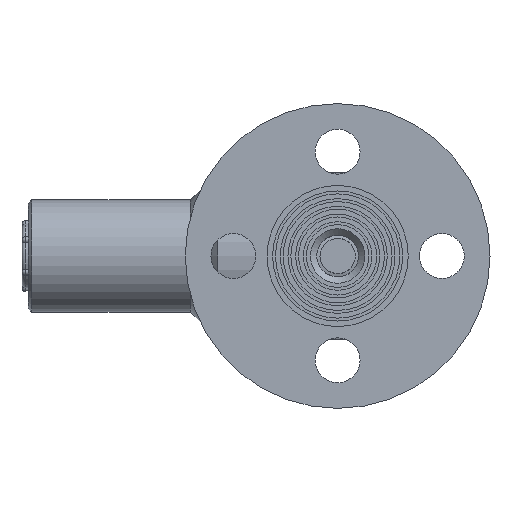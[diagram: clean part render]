
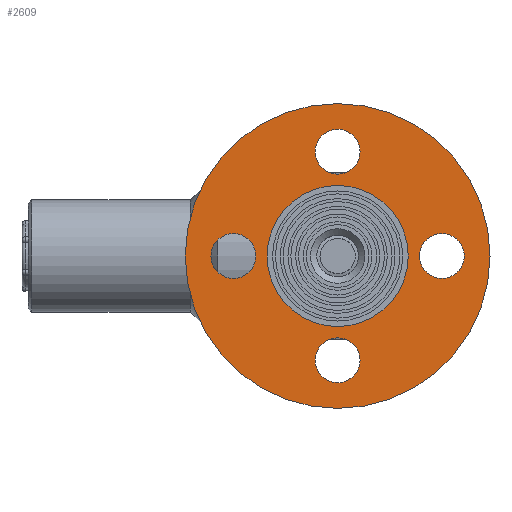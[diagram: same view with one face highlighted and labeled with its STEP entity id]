
A CAD part, left-side view. The second image highlights one B-rep face of the part: STEP entity #2609.
In plain terms, the highlighted face is planar.
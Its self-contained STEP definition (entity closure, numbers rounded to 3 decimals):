
#13 = EDGE_LOOP ( 'NONE', ( #2878 ) ) ;
#55 = EDGE_CURVE ( 'NONE', #1228, #1228, #854, .T. ) ;
#97 = CIRCLE ( 'NONE', #425, 7. ) ;
#118 = CIRCLE ( 'NONE', #765, 7. ) ;
#152 = VERTEX_POINT ( 'NONE', #2428 ) ;
#289 = CARTESIAN_POINT ( 'NONE',  ( 32.5, 0., 0. ) ) ;
#367 = CARTESIAN_POINT ( 'NONE',  ( 0., 0., 0. ) ) ;
#400 = DIRECTION ( 'NONE',  ( 1., 0., 0. ) ) ;
#425 = AXIS2_PLACEMENT_3D ( 'NONE', #563, #2413, #582 ) ;
#454 = FACE_BOUND ( 'NONE', #2934, .T. ) ;
#517 = DIRECTION ( 'NONE',  ( 0., 0., 1. ) ) ;
#563 = CARTESIAN_POINT ( 'NONE',  ( -32.5, 0., 0. ) ) ;
#582 = DIRECTION ( 'NONE',  ( 1., 0., 0. ) ) ;
#651 = DIRECTION ( 'NONE',  ( 1., 0., 0. ) ) ;
#719 = CARTESIAN_POINT ( 'NONE',  ( -25.5, 0., 0. ) ) ;
#765 = AXIS2_PLACEMENT_3D ( 'NONE', #289, #3437, #3418 ) ;
#854 = CIRCLE ( 'NONE', #2237, 7. ) ;
#899 = EDGE_CURVE ( 'NONE', #2902, #2902, #1711, .T. ) ;
#1136 = ORIENTED_EDGE ( 'NONE', *, *, #1886, .T. ) ;
#1137 = FACE_BOUND ( 'NONE', #1761, .T. ) ;
#1228 = VERTEX_POINT ( 'NONE', #2448 ) ;
#1268 = CIRCLE ( 'NONE', #3489, 7. ) ;
#1403 = CARTESIAN_POINT ( 'NONE',  ( 0., 0., 0. ) ) ;
#1413 = EDGE_CURVE ( 'NONE', #1607, #1607, #2594, .T. ) ;
#1425 = FACE_BOUND ( 'NONE', #2378, .T. ) ;
#1607 = VERTEX_POINT ( 'NONE', #2228 ) ;
#1659 = DIRECTION ( 'NONE',  ( 0., 0., 1. ) ) ;
#1709 = FACE_OUTER_BOUND ( 'NONE', #3762, .T. ) ;
#1711 = CIRCLE ( 'NONE', #2588, 47.5 ) ;
#1761 = EDGE_LOOP ( 'NONE', ( #1887 ) ) ;
#1769 = DIRECTION ( 'NONE',  ( 1., 0., 0. ) ) ;
#1840 = AXIS2_PLACEMENT_3D ( 'NONE', #367, #2241, #3820 ) ;
#1886 = EDGE_CURVE ( 'NONE', #2296, #2296, #97, .T. ) ;
#1887 = ORIENTED_EDGE ( 'NONE', *, *, #3199, .T. ) ;
#1906 = CARTESIAN_POINT ( 'NONE',  ( 0., -32.5, 0. ) ) ;
#2228 = CARTESIAN_POINT ( 'NONE',  ( 17.5, 0., 0. ) ) ;
#2237 = AXIS2_PLACEMENT_3D ( 'NONE', #3877, #2931, #400 ) ;
#2241 = DIRECTION ( 'NONE',  ( 0., 0., 1. ) ) ;
#2296 = VERTEX_POINT ( 'NONE', #719 ) ;
#2378 = EDGE_LOOP ( 'NONE', ( #3105 ) ) ;
#2413 = DIRECTION ( 'NONE',  ( 0., 0., 1. ) ) ;
#2428 = CARTESIAN_POINT ( 'NONE',  ( 7., -32.5, 0. ) ) ;
#2448 = CARTESIAN_POINT ( 'NONE',  ( 7., 32.5, 0. ) ) ;
#2482 = AXIS2_PLACEMENT_3D ( 'NONE', #1403, #517, #1769 ) ;
#2588 = AXIS2_PLACEMENT_3D ( 'NONE', #2916, #1659, #3840 ) ;
#2594 = CIRCLE ( 'NONE', #1840, 17.5 ) ;
#2609 = ADVANCED_FACE ( 'NONE', ( #454, #1425, #3977, #1137, #1709, #2990 ), #3360, .F. ) ;
#2713 = ORIENTED_EDGE ( 'NONE', *, *, #1413, .T. ) ;
#2834 = DIRECTION ( 'NONE',  ( 0., 0., 1. ) ) ;
#2878 = ORIENTED_EDGE ( 'NONE', *, *, #3671, .T. ) ;
#2902 = VERTEX_POINT ( 'NONE', #3849 ) ;
#2916 = CARTESIAN_POINT ( 'NONE',  ( 0., 0., 0. ) ) ;
#2931 = DIRECTION ( 'NONE',  ( 0., 0., 1. ) ) ;
#2934 = EDGE_LOOP ( 'NONE', ( #1136 ) ) ;
#2990 = FACE_BOUND ( 'NONE', #3260, .T. ) ;
#3105 = ORIENTED_EDGE ( 'NONE', *, *, #55, .T. ) ;
#3199 = EDGE_CURVE ( 'NONE', #152, #152, #1268, .T. ) ;
#3260 = EDGE_LOOP ( 'NONE', ( #2713 ) ) ;
#3346 = ORIENTED_EDGE ( 'NONE', *, *, #899, .F. ) ;
#3360 = PLANE ( 'NONE',  #2482 ) ;
#3418 = DIRECTION ( 'NONE',  ( 1., 0., 0. ) ) ;
#3437 = DIRECTION ( 'NONE',  ( 0., 0., 1. ) ) ;
#3489 = AXIS2_PLACEMENT_3D ( 'NONE', #1906, #2834, #651 ) ;
#3671 = EDGE_CURVE ( 'NONE', #3974, #3974, #118, .T. ) ;
#3687 = CARTESIAN_POINT ( 'NONE',  ( 39.5, 0., 0. ) ) ;
#3762 = EDGE_LOOP ( 'NONE', ( #3346 ) ) ;
#3820 = DIRECTION ( 'NONE',  ( 1., 0., 0. ) ) ;
#3840 = DIRECTION ( 'NONE',  ( 1., 0., 0. ) ) ;
#3849 = CARTESIAN_POINT ( 'NONE',  ( 47.5, 0., 0. ) ) ;
#3877 = CARTESIAN_POINT ( 'NONE',  ( 0., 32.5, 0. ) ) ;
#3974 = VERTEX_POINT ( 'NONE', #3687 ) ;
#3977 = FACE_BOUND ( 'NONE', #13, .T. ) ;
